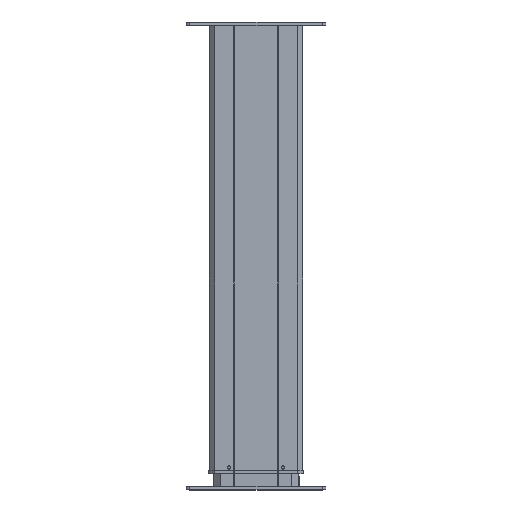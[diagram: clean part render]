
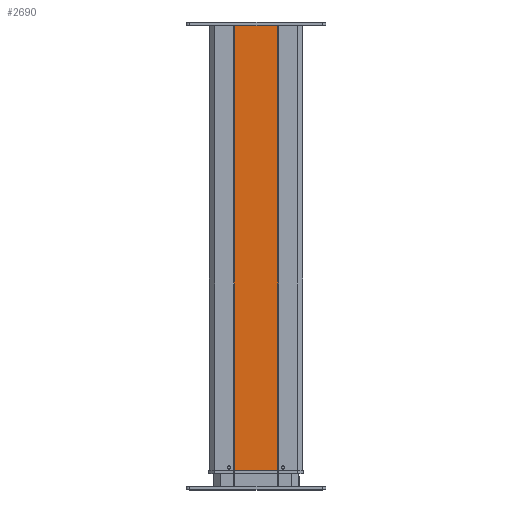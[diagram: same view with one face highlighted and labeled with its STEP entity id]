
A CAD part, top view. The second image highlights one B-rep face of the part: STEP entity #2690.
In plain terms, the highlighted planar face has unit normal (0, 0, 1).
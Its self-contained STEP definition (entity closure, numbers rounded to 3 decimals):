
#197 = VECTOR ( 'NONE', #4182, 1000. ) ;
#291 = CARTESIAN_POINT ( 'NONE',  ( -31.5, 0., 66. ) ) ;
#431 = EDGE_CURVE ( 'NONE', #8374, #8815, #1591, .T. ) ;
#626 = DIRECTION ( 'NONE',  ( 1., 0., 0. ) ) ;
#710 = CARTESIAN_POINT ( 'NONE',  ( -31.5, 640., 66. ) ) ;
#818 = VECTOR ( 'NONE', #626, 1000. ) ;
#831 = LINE ( 'NONE', #710, #818 ) ;
#1272 = ORIENTED_EDGE ( 'NONE', *, *, #10674, .T. ) ;
#1404 = LINE ( 'NONE', #1538, #197 ) ;
#1407 = CARTESIAN_POINT ( 'NONE',  ( -31.5, 839.505, 66. ) ) ;
#1538 = CARTESIAN_POINT ( 'NONE',  ( -31.5, 0., 66. ) ) ;
#1591 = LINE ( 'NONE', #6902, #1599 ) ;
#1599 = VECTOR ( 'NONE', #6361, 1000. ) ;
#1689 = FACE_OUTER_BOUND ( 'NONE', #7805, .T. ) ;
#1903 = DIRECTION ( 'NONE',  ( -1., 0., 0. ) ) ;
#1983 = DIRECTION ( 'NONE',  ( 0., 0., -1. ) ) ;
#2262 = AXIS2_PLACEMENT_3D ( 'NONE', #1407, #1983, #1903 ) ;
#2313 = PLANE ( 'NONE',  #2262 ) ;
#2690 = ADVANCED_FACE ( 'NONE', ( #1689 ), #2313, .F. ) ;
#3847 = ORIENTED_EDGE ( 'NONE', *, *, #4634, .F. ) ;
#4182 = DIRECTION ( 'NONE',  ( 1., 0., 0. ) ) ;
#4315 = VERTEX_POINT ( 'NONE', #4659 ) ;
#4634 = EDGE_CURVE ( 'NONE', #8374, #10605, #831, .T. ) ;
#4659 = CARTESIAN_POINT ( 'NONE',  ( 31.5, 0., 66. ) ) ;
#5803 = CARTESIAN_POINT ( 'NONE',  ( 31.5, 640., 66. ) ) ;
#6361 = DIRECTION ( 'NONE',  ( 0., -1., 0. ) ) ;
#6902 = CARTESIAN_POINT ( 'NONE',  ( -31.5, 839.505, 66. ) ) ;
#7805 = EDGE_LOOP ( 'NONE', ( #3847, #10778, #1272, #8205 ) ) ;
#8150 = LINE ( 'NONE', #9468, #8423 ) ;
#8179 = EDGE_CURVE ( 'NONE', #10605, #4315, #8150, .T. ) ;
#8205 = ORIENTED_EDGE ( 'NONE', *, *, #8179, .F. ) ;
#8374 = VERTEX_POINT ( 'NONE', #8848 ) ;
#8423 = VECTOR ( 'NONE', #8595, 1000. ) ;
#8595 = DIRECTION ( 'NONE',  ( 0., -1., 0. ) ) ;
#8815 = VERTEX_POINT ( 'NONE', #291 ) ;
#8848 = CARTESIAN_POINT ( 'NONE',  ( -31.5, 640., 66. ) ) ;
#9468 = CARTESIAN_POINT ( 'NONE',  ( 31.5, 839.505, 66. ) ) ;
#10605 = VERTEX_POINT ( 'NONE', #5803 ) ;
#10674 = EDGE_CURVE ( 'NONE', #8815, #4315, #1404, .T. ) ;
#10778 = ORIENTED_EDGE ( 'NONE', *, *, #431, .T. ) ;
